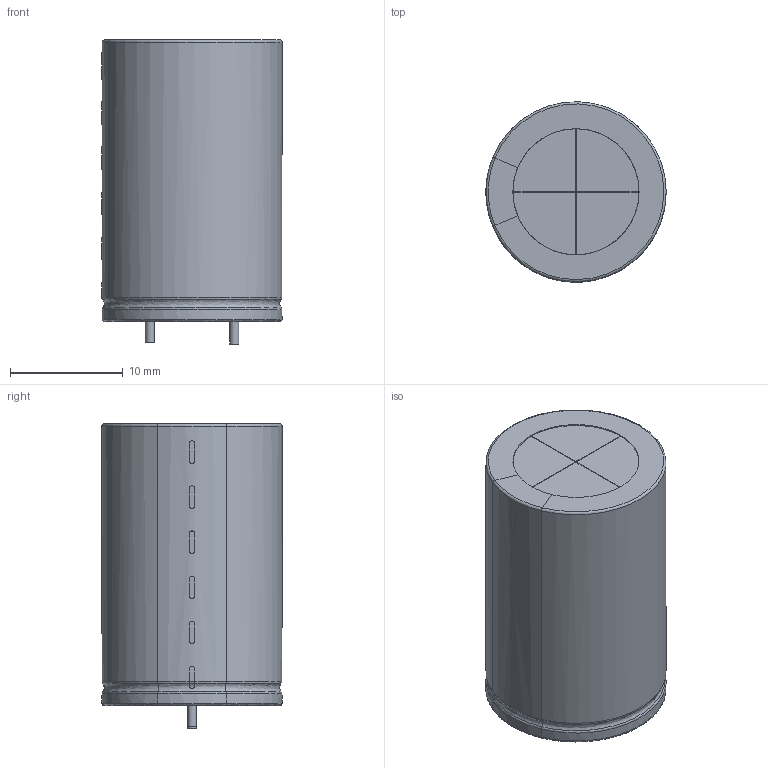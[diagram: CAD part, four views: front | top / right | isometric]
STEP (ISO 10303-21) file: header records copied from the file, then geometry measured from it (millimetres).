
FILE_DESCRIPTION(/* description */ ('model of CP_Radial_D16.0mm_L25.0mm_P7.50mm'),/* implementation_level */ '2;1');
FILE_NAME(/* name */ 'CP_Radial_D16.0mm_L25.0mm_P7.50mm.step',/* time_stamp */ '2021-10-16T18:14:36',/* author */ ('kicad StepUp','ksu'),/* organization */ ('FreeCAD'),/* preprocessor_version */ 'OCC',/* originating_system */ 'kicad StepUp',/* authorisation */ '');
FILE_SCHEMA(('AUTOMOTIVE_DESIGN { 1 0 10303 214 1 1 1 1 }'));
Length unit declared in the file: millimetre
Products named in the file (1): CP_Radial_D160mm_L250mm_P750mm
Bounding box: 16 x 16 x 27 mm (x, y, z)
Volume: 4982.1 mm3; surface area: 1881 mm2
Topology: 1 solids, 2 shells, 54 faces, 154 edges, 111 vertices
Faces by surface type: plane 23, cylinder 18, bspline 6, revolution 5, torus 2
Full cylindrical faces by diameter (mm): 0.8 x2
Entity records: 5301 total; most frequent: CARTESIAN_POINT 2231, DIRECTION 429, ORIENTED_EDGE 308, PCURVE 308, DEFINITIONAL_REPRESENTATION 308, LINE 199, VECTOR 199, B_SPLINE_CURVE_WITH_KNOTS 182
